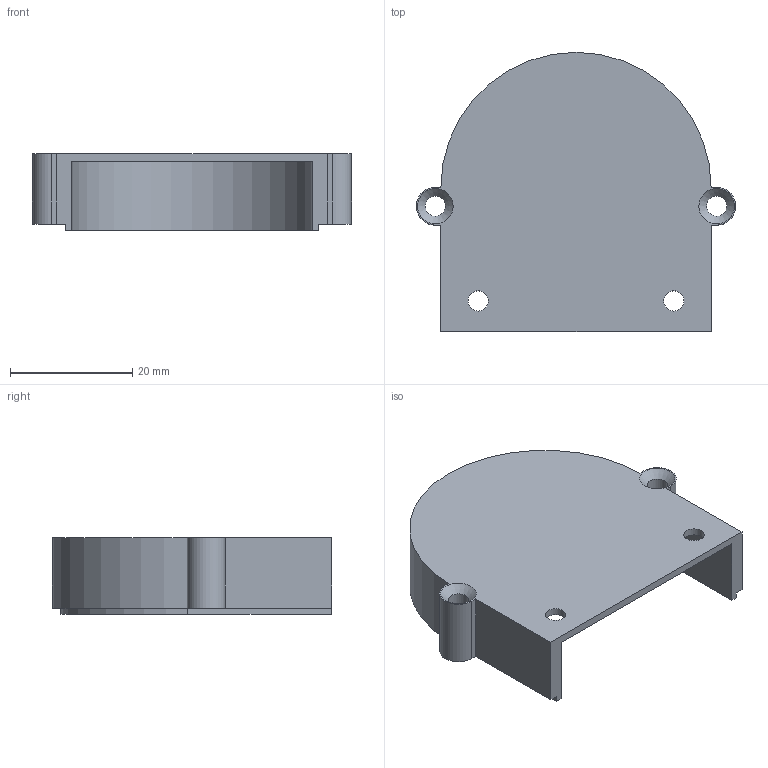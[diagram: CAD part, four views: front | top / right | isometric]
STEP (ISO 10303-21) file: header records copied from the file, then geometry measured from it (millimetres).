
FILE_DESCRIPTION(/* description */ ('Alibre Inc.'),/* implementation_level */ '2;1');
FILE_NAME(/* name */ 'export-7D91C498-3934-426C-A767-7E26FB95E9E7',/* time_stamp */ '2024-09-19T07:25:29+02:00',/* author */ (''),/* organization */ (''),/* preprocessor_version */ 'ST-DEVELOPER v17',/* originating_system */ 'Alibre',/* authorisation */ '');
FILE_SCHEMA (('AUTOMOTIVE_DESIGN'));
Length unit declared in the file: millimetre
Bounding box: 52.2 x 45.65 x 12.5 mm (x, y, z)
Volume: 5249.7 mm3; surface area: 6794.7 mm2
Topology: 1 solids, 1 shells, 26 faces, 74 edges, 50 vertices
Faces by surface type: plane 15, cylinder 9, cone 2
Full cylindrical faces by diameter (mm): 3.3 x4
Entity records: 784 total; most frequent: CARTESIAN_POINT 131, ORIENTED_EDGE 128, DIRECTION 116, EDGE_CURVE 64, VERTEX_POINT 46, AXIS2_PLACEMENT_3D 44, VECTOR 41, LINE 41
